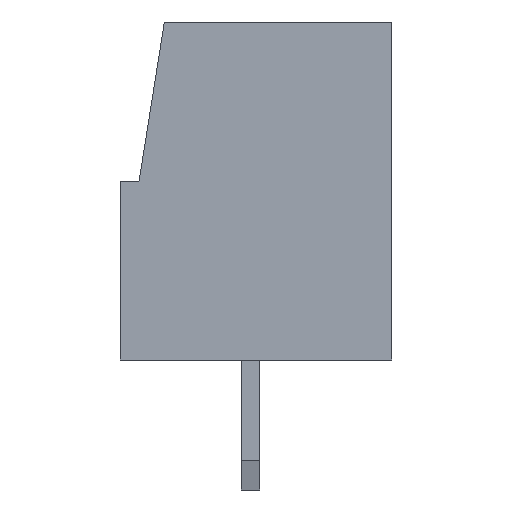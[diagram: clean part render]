
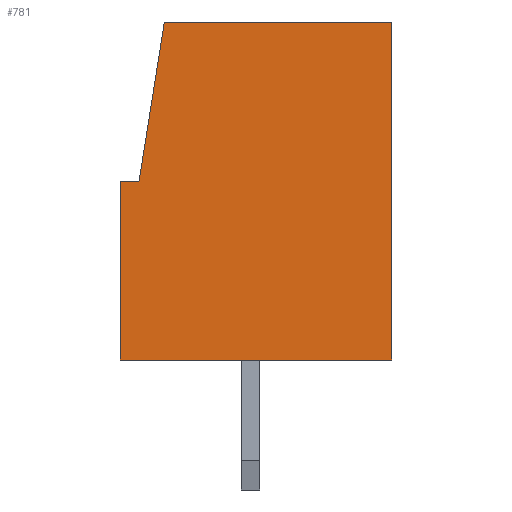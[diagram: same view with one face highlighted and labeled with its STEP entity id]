
A CAD part, left-side view. The second image highlights one B-rep face of the part: STEP entity #781.
In plain terms, the highlighted planar face has unit normal (-1, 0, 0).
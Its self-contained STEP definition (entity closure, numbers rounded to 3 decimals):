
#781 = ADVANCED_FACE( '', ( #1537 ), #1538, .F. );
#1537 = FACE_OUTER_BOUND( '', #2302, .T. );
#1538 = PLANE( '', #2303 );
#2302 = EDGE_LOOP( '', ( #4247, #4248, #4249, #4250, #4251, #4252 ) );
#2303 = AXIS2_PLACEMENT_3D( '', #4253, #4254, #4255 );
#4247 = ORIENTED_EDGE( '', *, *, #5572, .T. );
#4248 = ORIENTED_EDGE( '', *, *, #5573, .T. );
#4249 = ORIENTED_EDGE( '', *, *, #4850, .T. );
#4250 = ORIENTED_EDGE( '', *, *, #5557, .T. );
#4251 = ORIENTED_EDGE( '', *, *, #5260, .T. );
#4252 = ORIENTED_EDGE( '', *, *, #4796, .T. );
#4253 = CARTESIAN_POINT( '', ( -1.75, -8.03, -3.632 ) );
#4254 = DIRECTION( '', ( 1., 0., 0. ) );
#4255 = DIRECTION( '', ( 0., 1., 0. ) );
#4796 = EDGE_CURVE( '', #5731, #5732, #5733, .T. );
#4850 = EDGE_CURVE( '', #5826, #5827, #5828, .T. );
#5260 = EDGE_CURVE( '', #6498, #5731, #6499, .T. );
#5557 = EDGE_CURVE( '', #5827, #6498, #6892, .T. );
#5572 = EDGE_CURVE( '', #5732, #6908, #6909, .T. );
#5573 = EDGE_CURVE( '', #6908, #5826, #6910, .T. );
#5731 = VERTEX_POINT( '', #7105 );
#5732 = VERTEX_POINT( '', #7106 );
#5733 = LINE( '', #7107, #7108 );
#5826 = VERTEX_POINT( '', #7241 );
#5827 = VERTEX_POINT( '', #7242 );
#5828 = LINE( '', #7243, #7244 );
#6498 = VERTEX_POINT( '', #8231 );
#6499 = LINE( '', #8232, #8233 );
#6892 = LINE( '', #8828, #8829 );
#6908 = VERTEX_POINT( '', #8850 );
#6909 = LINE( '', #8851, #8852 );
#6910 = LINE( '', #8853, #8854 );
#7105 = CARTESIAN_POINT( '', ( -1.75, 0., 0. ) );
#7106 = CARTESIAN_POINT( '', ( -1.75, -7.3, 0. ) );
#7107 = CARTESIAN_POINT( '', ( -1.75, -3.5, 0. ) );
#7108 = VECTOR( '', #9022, 1000. );
#7241 = CARTESIAN_POINT( '', ( -1.75, -1.181, 9.1 ) );
#7242 = CARTESIAN_POINT( '', ( -1.75, -0.5, 4.8 ) );
#7243 = CARTESIAN_POINT( '', ( -1.75, 0.26, 0. ) );
#7244 = VECTOR( '', #9075, 1000. );
#8231 = CARTESIAN_POINT( '', ( -1.75, 0., 4.8 ) );
#8232 = CARTESIAN_POINT( '', ( -1.75, 0., 0. ) );
#8233 = VECTOR( '', #9429, 1000. );
#8828 = CARTESIAN_POINT( '', ( -1.75, -3.5, 4.8 ) );
#8829 = VECTOR( '', #9662, 1000. );
#8850 = CARTESIAN_POINT( '', ( -1.75, -7.3, 9.1 ) );
#8851 = CARTESIAN_POINT( '', ( -1.75, -7.3, 0. ) );
#8852 = VECTOR( '', #9671, 1000. );
#8853 = CARTESIAN_POINT( '', ( -1.75, -3.5, 9.1 ) );
#8854 = VECTOR( '', #9672, 1000. );
#9022 = DIRECTION( '', ( 0., -1., 0. ) );
#9075 = DIRECTION( '', ( 0., 0.156, -0.988 ) );
#9429 = DIRECTION( '', ( 0., 0., -1. ) );
#9662 = DIRECTION( '', ( 0., 1., 0. ) );
#9671 = DIRECTION( '', ( 0., 0., 1. ) );
#9672 = DIRECTION( '', ( 0., 1., 0. ) );
